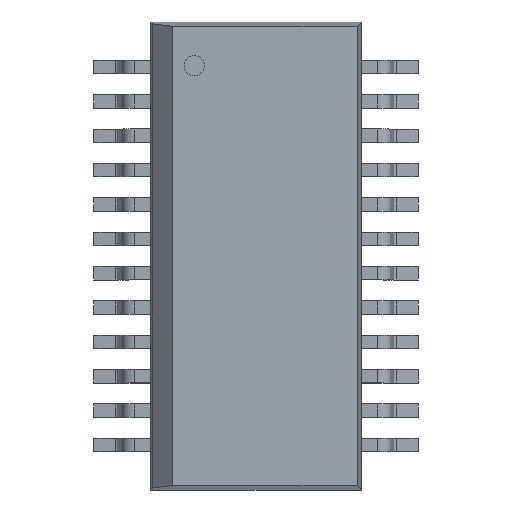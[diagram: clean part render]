
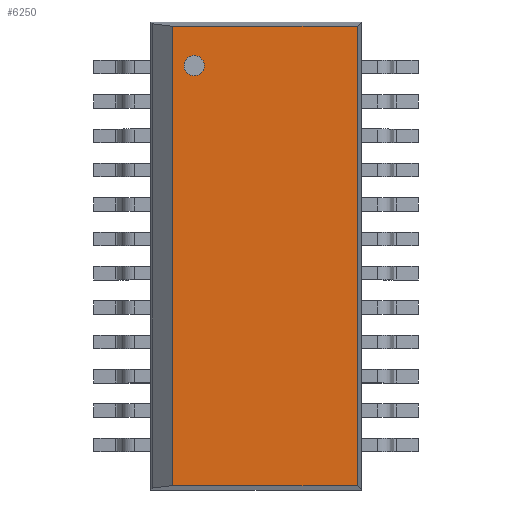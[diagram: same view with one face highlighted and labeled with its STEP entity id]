
A CAD part, top view. The second image highlights one B-rep face of the part: STEP entity #6250.
In plain terms, the highlighted planar face has unit normal (0, 0, 1).
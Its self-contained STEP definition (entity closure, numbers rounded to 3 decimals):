
#13=FACE_BOUND('',#889,.T.);
#216=PLANE('',#6761);
#532=FACE_OUTER_BOUND('',#888,.T.);
#888=EDGE_LOOP('',(#5194,#5195,#5196,#5197));
#889=EDGE_LOOP('',(#5198));
#1443=LINE('',#9878,#2148);
#1448=LINE('',#9886,#2153);
#1451=LINE('',#9892,#2156);
#1453=LINE('',#9896,#2158);
#2148=VECTOR('',#8039,1000.);
#2153=VECTOR('',#8046,1000.);
#2156=VECTOR('',#8051,1000.);
#2158=VECTOR('',#8057,1000.);
#2562=CIRCLE('',#6752,0.188);
#2982=VERTEX_POINT('',#9848);
#2991=VERTEX_POINT('',#9876);
#2992=VERTEX_POINT('',#9877);
#2994=VERTEX_POINT('',#9884);
#2996=VERTEX_POINT('',#9890);
#3750=EDGE_CURVE('',#2982,#2982,#2562,.T.);
#3763=EDGE_CURVE('',#2991,#2992,#1443,.T.);
#3768=EDGE_CURVE('',#2992,#2994,#1448,.T.);
#3771=EDGE_CURVE('',#2994,#2996,#1451,.T.);
#3773=EDGE_CURVE('',#2991,#2996,#1453,.T.);
#5194=ORIENTED_EDGE('',*,*,#3773,.F.);
#5195=ORIENTED_EDGE('',*,*,#3763,.T.);
#5196=ORIENTED_EDGE('',*,*,#3768,.T.);
#5197=ORIENTED_EDGE('',*,*,#3771,.T.);
#5198=ORIENTED_EDGE('',*,*,#3750,.F.);
#6250=ADVANCED_FACE('',(#532,#13),#216,.T.);
#6752=AXIS2_PLACEMENT_3D('',#9850,#8015,#8016);
#6761=AXIS2_PLACEMENT_3D('',#9895,#8055,#8056);
#8015=DIRECTION('center_axis',(0.,0.,1.));
#8016=DIRECTION('ref_axis',(0.,-1.,0.));
#8039=DIRECTION('',(1.,0.,0.));
#8046=DIRECTION('',(0.,1.,0.));
#8051=DIRECTION('',(-1.,0.,0.));
#8055=DIRECTION('center_axis',(0.,0.,1.));
#8056=DIRECTION('ref_axis',(0.,-1.,0.));
#8057=DIRECTION('',(0.,1.,0.));
#9848=CARTESIAN_POINT('',(-1.143,3.724,1.718));
#9850=CARTESIAN_POINT('Origin',(-1.143,3.536,1.718));
#9876=CARTESIAN_POINT('',(-1.541,-4.227,1.718));
#9877=CARTESIAN_POINT('',(1.87,-4.227,1.718));
#9878=CARTESIAN_POINT('',(-1.95,-4.227,1.718));
#9884=CARTESIAN_POINT('',(1.87,4.262,1.718));
#9886=CARTESIAN_POINT('',(1.87,-4.308,1.718));
#9890=CARTESIAN_POINT('',(-1.541,4.262,1.718));
#9892=CARTESIAN_POINT('',(1.95,4.262,1.718));
#9895=CARTESIAN_POINT('Origin',(0.,0.018,1.718));
#9896=CARTESIAN_POINT('',(-1.541,0.018,1.718));
